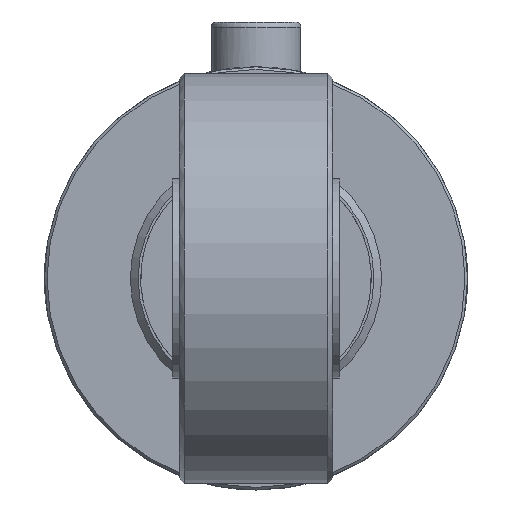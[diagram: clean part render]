
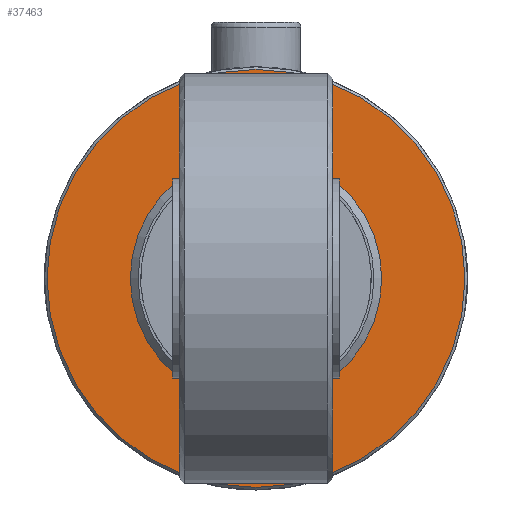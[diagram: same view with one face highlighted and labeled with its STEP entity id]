
A CAD part, front view. The second image highlights one B-rep face of the part: STEP entity #37463.
In plain terms, the highlighted planar face has unit normal (0, -1, 0).
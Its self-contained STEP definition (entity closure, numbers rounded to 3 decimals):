
#37429=CARTESIAN_POINT('',(0.,-328.,81.5));
#37430=VERTEX_POINT('',#37429);
#37431=CARTESIAN_POINT('',(0.0,-328.,0.));
#37432=DIRECTION('',(0.0,1.0,0.0));
#37433=DIRECTION('',(0.0,0.0,-1.0));
#37434=AXIS2_PLACEMENT_3D('',#37431,#37432,#37433);
#37435=CIRCLE('',#37434,81.5);
#37436=EDGE_CURVE('',#37430,#37430,#37435,.T.);
#37444=CARTESIAN_POINT('',(0.0,-328.,65.75));
#37445=DIRECTION('',(0.0,-1.0,0.0));
#37446=DIRECTION('',(0.0,0.0,-1.0));
#37447=AXIS2_PLACEMENT_3D('',#37444,#37445,#37446);
#37448=PLANE('',#37447);
#37449=ORIENTED_EDGE('',*,*,#37436,.F.);
#37450=EDGE_LOOP('',(#37449));
#37451=FACE_OUTER_BOUND('',#37450,.T.);
#37452=CARTESIAN_POINT('',(0.0,-328.,49.));
#37453=VERTEX_POINT('',#37452);
#37454=CARTESIAN_POINT('',(0.0,-328.,0.));
#37455=DIRECTION('',(0.0,1.0,0.0));
#37456=DIRECTION('',(0.0,0.0,1.0));
#37457=AXIS2_PLACEMENT_3D('',#37454,#37455,#37456);
#37458=CIRCLE('',#37457,49.);
#37459=EDGE_CURVE('',#37453,#37453,#37458,.T.);
#37460=ORIENTED_EDGE('',*,*,#37459,.T.);
#37461=EDGE_LOOP('',(#37460));
#37462=FACE_BOUND('',#37461,.T.);
#37463=ADVANCED_FACE('',(#37451,#37462),#37448,.T.);
